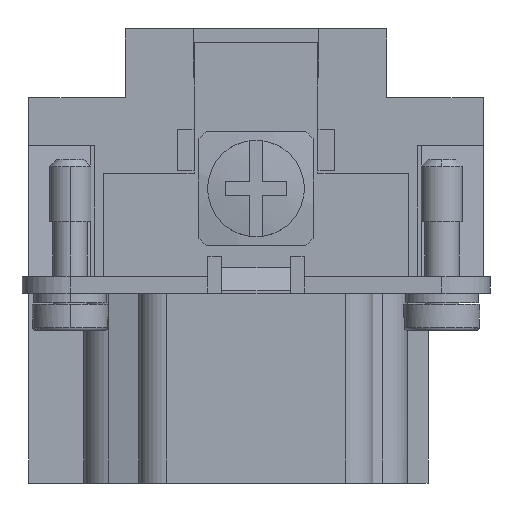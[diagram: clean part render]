
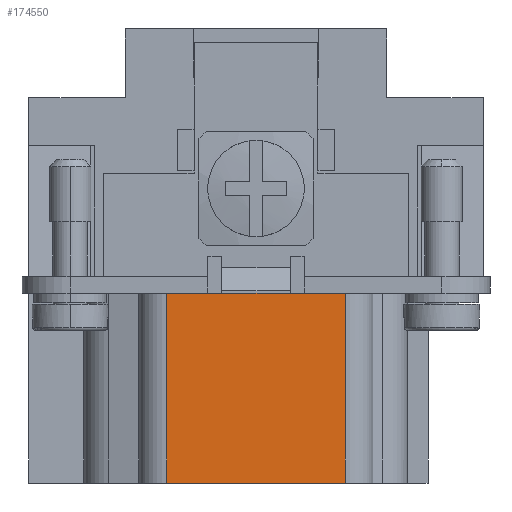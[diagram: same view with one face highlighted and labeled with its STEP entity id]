
A CAD part, left-side view. The second image highlights one B-rep face of the part: STEP entity #174550.
In plain terms, the highlighted planar face has unit normal (-1, 0, 0).
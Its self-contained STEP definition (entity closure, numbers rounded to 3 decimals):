
#140440=CARTESIAN_POINT('',(-24.5,-6.5,33.));
#140450=VERTEX_POINT('',#140440);
#140480=CARTESIAN_POINT('',(-24.5,-6.5,33.));
#140490=DIRECTION('',(0.,1.,0.));
#140500=VECTOR('',#140490,13.);
#140510=LINE('',#140480,#140500);
#140520=CARTESIAN_POINT('',(-24.5,6.5,33.));
#140530=VERTEX_POINT('',#140520);
#140540=EDGE_CURVE('',#140450,#140530,#140510,.T.);
#163310=CARTESIAN_POINT('',(-24.5,3.5,19.2));
#163320=VERTEX_POINT('',#163310);
#163350=CARTESIAN_POINT('',(-24.5,3.5,19.2));
#163360=DIRECTION('',(0.,-1.,0.));
#163370=VECTOR('',#163360,7.);
#163380=LINE('',#163350,#163370);
#163390=CARTESIAN_POINT('',(-24.5,-3.5,19.2));
#163400=VERTEX_POINT('',#163390);
#163410=EDGE_CURVE('',#163320,#163400,#163380,.T.);
#174110=CARTESIAN_POINT('',(-24.5,-6.5,19.2));
#174120=VERTEX_POINT('',#174110);
#174150=CARTESIAN_POINT('',(-24.5,-6.5,19.2));
#174160=DIRECTION('',(0.,0.,1.));
#174170=VECTOR('',#174160,13.8);
#174180=LINE('',#174150,#174170);
#174190=EDGE_CURVE('',#174120,#140450,#174180,.T.);
#174250=CARTESIAN_POINT('',(-24.5,-6.5,19.2));
#174260=DIRECTION('',(-1.,0.,0.));
#174270=DIRECTION('',(0.,0.,1.));
#174280=AXIS2_PLACEMENT_3D('',#174250,#174260,#174270);
#174290=PLANE('',#174280);
#174300=ORIENTED_EDGE('',*,*,#174190,.T.);
#174310=CARTESIAN_POINT('',(-24.5,-6.5,19.2));
#174320=DIRECTION('',(0.,1.,0.));
#174330=VECTOR('',#174320,3.);
#174340=LINE('',#174310,#174330);
#174350=EDGE_CURVE('',#174120,#163400,#174340,.T.);
#174360=ORIENTED_EDGE('',*,*,#174350,.F.);
#174370=ORIENTED_EDGE('',*,*,#163410,.T.);
#174380=CARTESIAN_POINT('',(-24.5,3.5,19.2));
#174390=DIRECTION('',(0.,1.,0.));
#174400=VECTOR('',#174390,3.);
#174410=LINE('',#174380,#174400);
#174420=CARTESIAN_POINT('',(-24.5,6.5,19.2));
#174430=VERTEX_POINT('',#174420);
#174440=EDGE_CURVE('',#163320,#174430,#174410,.T.);
#174450=ORIENTED_EDGE('',*,*,#174440,.F.);
#174460=CARTESIAN_POINT('',(-24.5,6.5,19.2));
#174470=DIRECTION('',(0.,0.,1.));
#174480=VECTOR('',#174470,13.8);
#174490=LINE('',#174460,#174480);
#174500=EDGE_CURVE('',#174430,#140530,#174490,.T.);
#174510=ORIENTED_EDGE('',*,*,#174500,.F.);
#174520=ORIENTED_EDGE('',*,*,#140540,.T.);
#174530=EDGE_LOOP('',(#174520,#174510,#174450,#174370,#174360,#174300));
#174540=FACE_OUTER_BOUND('',#174530,.T.);
#174550=ADVANCED_FACE('',(#174540),#174290,.T.);
